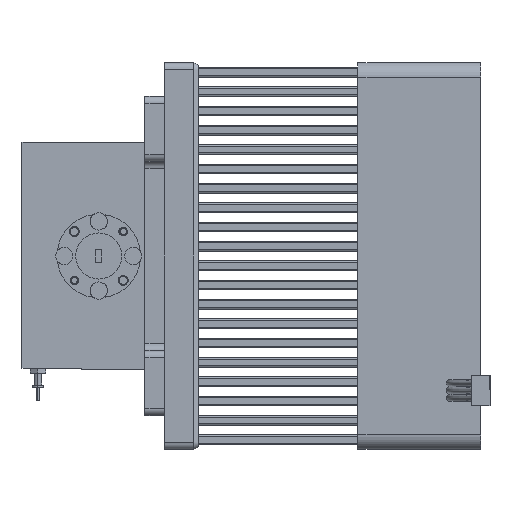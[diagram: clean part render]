
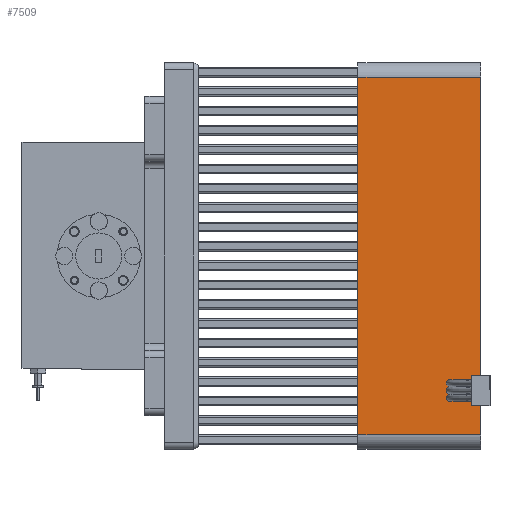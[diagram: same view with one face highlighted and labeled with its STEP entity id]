
A CAD part, left-side view. The second image highlights one B-rep face of the part: STEP entity #7509.
In plain terms, the highlighted planar face has unit normal (-1, 0, 0).
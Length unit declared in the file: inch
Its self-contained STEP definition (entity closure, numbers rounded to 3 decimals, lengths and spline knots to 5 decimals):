
#62 = CARTESIAN_POINT ( 'NONE',  ( -1.57335, -1.94072, -1.45566 ) ) ;
#7509 = ADVANCED_FACE ( 'NONE', ( #96552, #85933, #137559, #73288 ), #95158, .T. ) ;
#8149 = VERTEX_POINT ( 'NONE', #68062 ) ;
#8281 = DIRECTION ( 'NONE',  ( 0., 0., -1. ) ) ;
#8587 = CIRCLE ( 'NONE', #78479, 0.02875 ) ;
#11286 = EDGE_CURVE ( 'NONE', #28870, #71176, #57338, .T. ) ;
#12218 = AXIS2_PLACEMENT_3D ( 'NONE', #63477, #31684, #117880 ) ;
#13499 = CARTESIAN_POINT ( 'NONE',  ( -1.57335, -1.94072, -1.57377 ) ) ;
#13735 = AXIS2_PLACEMENT_3D ( 'NONE', #103428, #41879, #84991 ) ;
#15967 = EDGE_LOOP ( 'NONE', ( #93313, #46538 ) ) ;
#16950 = DIRECTION ( 'NONE',  ( 0., 0., -1. ) ) ;
#17203 = EDGE_CURVE ( 'NONE', #98572, #135496, #64843, .T. ) ;
#21184 = CARTESIAN_POINT ( 'NONE',  ( -1.57336, -2.6887, -1.12338 ) ) ;
#22813 = EDGE_CURVE ( 'NONE', #8149, #48664, #8587, .T. ) ;
#23058 = DIRECTION ( 'NONE',  ( -1., 0., 0. ) ) ;
#23076 = DIRECTION ( 'NONE',  ( 0., 0., -1. ) ) ;
#24582 = CIRCLE ( 'NONE', #121601, 0.02875 ) ;
#27487 = ORIENTED_EDGE ( 'NONE', *, *, #80477, .T. ) ;
#28870 = VERTEX_POINT ( 'NONE', #21184 ) ;
#30003 = VERTEX_POINT ( 'NONE', #69967 ) ;
#31563 = DIRECTION ( 'NONE',  ( -1., 0., 0. ) ) ;
#31684 = DIRECTION ( 'NONE',  ( -1., 0., 0. ) ) ;
#33281 = AXIS2_PLACEMENT_3D ( 'NONE', #85968, #54181, #23076 ) ;
#37078 = ORIENTED_EDGE ( 'NONE', *, *, #73867, .F. ) ;
#37289 = EDGE_CURVE ( 'NONE', #70650, #30003, #80314, .T. ) ;
#41879 = DIRECTION ( 'NONE',  ( -1., 0., 0. ) ) ;
#43899 = DIRECTION ( 'NONE',  ( 0., 0., 1. ) ) ;
#44558 = LINE ( 'NONE', #67863, #106959 ) ;
#46538 = ORIENTED_EDGE ( 'NONE', *, *, #87826, .F. ) ;
#46735 = ORIENTED_EDGE ( 'NONE', *, *, #11286, .F. ) ;
#47600 = AXIS2_PLACEMENT_3D ( 'NONE', #106459, #31563, #8281 ) ;
#47641 = CARTESIAN_POINT ( 'NONE',  ( -1.57336, -2.6887, -1.03463 ) ) ;
#48358 = LINE ( 'NONE', #91453, #64148 ) ;
#48488 = DIRECTION ( 'NONE',  ( 0., 0., 1. ) ) ;
#48664 = VERTEX_POINT ( 'NONE', #124161 ) ;
#54181 = DIRECTION ( 'NONE',  ( -1., 0., 0. ) ) ;
#55826 = EDGE_CURVE ( 'NONE', #48664, #8149, #24582, .T. ) ;
#57338 = CIRCLE ( 'NONE', #12218, 0.02875 ) ;
#62132 = DIRECTION ( 'NONE',  ( -1., 0., 0. ) ) ;
#63477 = CARTESIAN_POINT ( 'NONE',  ( -1.57336, -2.6887, -1.09463 ) ) ;
#64148 = VECTOR ( 'NONE', #103470, 39.37008 ) ;
#64843 = CIRCLE ( 'NONE', #33281, 0.02875 ) ;
#65485 = CARTESIAN_POINT ( 'NONE',  ( -1.57336, -2.6887, -1.12588 ) ) ;
#67863 = CARTESIAN_POINT ( 'NONE',  ( -1.57337, -2.94072, 1.45773 ) ) ;
#68062 = CARTESIAN_POINT ( 'NONE',  ( -1.57336, -2.6887, -1.06338 ) ) ;
#69749 = EDGE_LOOP ( 'NONE', ( #88818, #46735 ) ) ;
#69967 = CARTESIAN_POINT ( 'NONE',  ( -1.57337, -2.94072, 1.45773 ) ) ;
#70406 = CARTESIAN_POINT ( 'NONE',  ( -1.57335, -2.94072, -1.57377 ) ) ;
#70650 = VERTEX_POINT ( 'NONE', #110822 ) ;
#71176 = VERTEX_POINT ( 'NONE', #103323 ) ;
#71658 = EDGE_CURVE ( 'NONE', #71176, #28870, #109699, .T. ) ;
#72608 = VERTEX_POINT ( 'NONE', #62 ) ;
#73288 = FACE_OUTER_BOUND ( 'NONE', #102783, .T. ) ;
#73867 = EDGE_CURVE ( 'NONE', #72608, #117801, #86312, .T. ) ;
#78479 = AXIS2_PLACEMENT_3D ( 'NONE', #47641, #124646, #123941 ) ;
#78639 = VECTOR ( 'NONE', #43899, 39.37008 ) ;
#80314 = LINE ( 'NONE', #70406, #86375 ) ;
#80477 = EDGE_CURVE ( 'NONE', #30003, #117801, #44558, .T. ) ;
#84991 = DIRECTION ( 'NONE',  ( 0., 0., -1. ) ) ;
#85933 = FACE_BOUND ( 'NONE', #69749, .T. ) ;
#85968 = CARTESIAN_POINT ( 'NONE',  ( -1.57335, -2.6887, -1.15463 ) ) ;
#86312 = LINE ( 'NONE', #13499, #78639 ) ;
#86375 = VECTOR ( 'NONE', #48488, 39.37008 ) ;
#86973 = DIRECTION ( 'NONE',  ( 0., 1., 0. ) ) ;
#87826 = EDGE_CURVE ( 'NONE', #135496, #98572, #122061, .T. ) ;
#88818 = ORIENTED_EDGE ( 'NONE', *, *, #71658, .F. ) ;
#91453 = CARTESIAN_POINT ( 'NONE',  ( -1.57335, -2.94072, -1.45566 ) ) ;
#93313 = ORIENTED_EDGE ( 'NONE', *, *, #17203, .F. ) ;
#95158 = PLANE ( 'NONE',  #47600 ) ;
#96552 = FACE_BOUND ( 'NONE', #116464, .T. ) ;
#96560 = DIRECTION ( 'NONE',  ( 0., 0., -1. ) ) ;
#98572 = VERTEX_POINT ( 'NONE', #65485 ) ;
#99738 = ORIENTED_EDGE ( 'NONE', *, *, #22813, .F. ) ;
#100472 = ORIENTED_EDGE ( 'NONE', *, *, #105779, .T. ) ;
#102783 = EDGE_LOOP ( 'NONE', ( #37078, #100472, #110770, #27487 ) ) ;
#103323 = CARTESIAN_POINT ( 'NONE',  ( -1.57336, -2.6887, -1.06588 ) ) ;
#103428 = CARTESIAN_POINT ( 'NONE',  ( -1.57335, -2.6887, -1.15463 ) ) ;
#103470 = DIRECTION ( 'NONE',  ( 0., -1., 0. ) ) ;
#105779 = EDGE_CURVE ( 'NONE', #72608, #70650, #48358, .T. ) ;
#106459 = CARTESIAN_POINT ( 'NONE',  ( -1.57335, -2.94072, -1.57377 ) ) ;
#106959 = VECTOR ( 'NONE', #86973, 39.37008 ) ;
#109699 = CIRCLE ( 'NONE', #116583, 0.02875 ) ;
#110770 = ORIENTED_EDGE ( 'NONE', *, *, #37289, .T. ) ;
#110822 = CARTESIAN_POINT ( 'NONE',  ( -1.57335, -2.94072, -1.45566 ) ) ;
#111873 = CARTESIAN_POINT ( 'NONE',  ( -1.57337, -1.94072, 1.45773 ) ) ;
#114459 = CARTESIAN_POINT ( 'NONE',  ( -1.57336, -2.6887, -1.09463 ) ) ;
#114589 = CARTESIAN_POINT ( 'NONE',  ( -1.57335, -2.6887, -1.18338 ) ) ;
#116464 = EDGE_LOOP ( 'NONE', ( #116975, #99738 ) ) ;
#116583 = AXIS2_PLACEMENT_3D ( 'NONE', #114459, #62132, #16950 ) ;
#116975 = ORIENTED_EDGE ( 'NONE', *, *, #55826, .F. ) ;
#117801 = VERTEX_POINT ( 'NONE', #111873 ) ;
#117880 = DIRECTION ( 'NONE',  ( 0., 0., -1. ) ) ;
#121601 = AXIS2_PLACEMENT_3D ( 'NONE', #129050, #23058, #96560 ) ;
#122061 = CIRCLE ( 'NONE', #13735, 0.02875 ) ;
#123941 = DIRECTION ( 'NONE',  ( 0., 0., -1. ) ) ;
#124161 = CARTESIAN_POINT ( 'NONE',  ( -1.57336, -2.6887, -1.00588 ) ) ;
#124646 = DIRECTION ( 'NONE',  ( -1., 0., 0. ) ) ;
#129050 = CARTESIAN_POINT ( 'NONE',  ( -1.57336, -2.6887, -1.03463 ) ) ;
#135496 = VERTEX_POINT ( 'NONE', #114589 ) ;
#137559 = FACE_BOUND ( 'NONE', #15967, .T. ) ;
